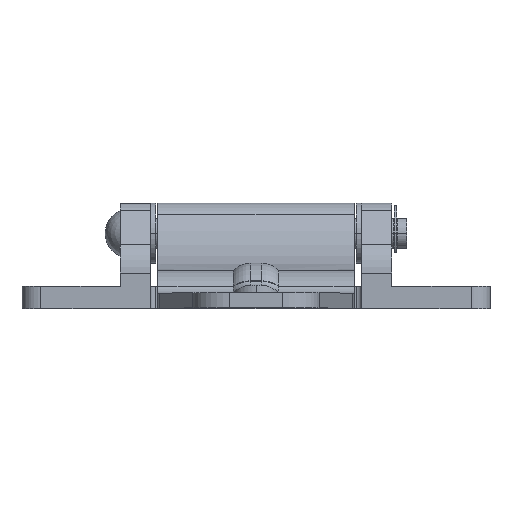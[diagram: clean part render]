
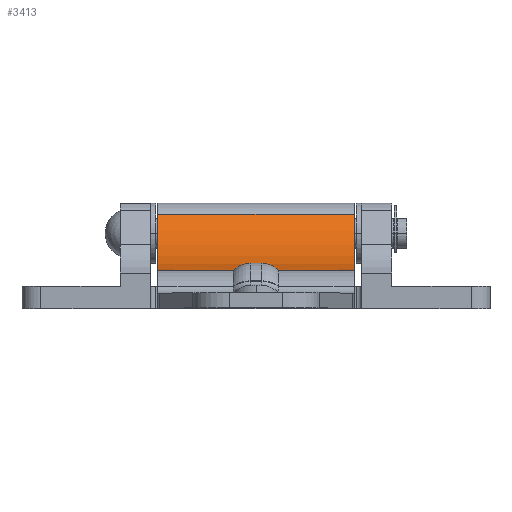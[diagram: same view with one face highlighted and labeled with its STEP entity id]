
A CAD part, top view. The second image highlights one B-rep face of the part: STEP entity #3413.
In plain terms, the highlighted cylindrical face has radius 40 mm (diameter 80 mm), a partial arc.
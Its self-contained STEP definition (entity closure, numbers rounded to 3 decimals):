
#788 = CARTESIAN_POINT ( 'NONE',  ( 26., 30., 37.534 ) ) ;
#792 = DIRECTION ( 'NONE',  ( -1., 0., 0. ) ) ;
#793 = DIRECTION ( 'NONE',  ( 0., 0., -1. ) ) ;
#816 = CARTESIAN_POINT ( 'NONE',  ( 4.898, -10., 37.534 ) ) ;
#817 = CARTESIAN_POINT ( 'NONE',  ( 0., -9.92, 35. ) ) ;
#860 = CARTESIAN_POINT ( 'NONE',  ( -26., 5.026, 6.288 ) ) ;
#902 = CARTESIAN_POINT ( 'NONE',  ( 26., -10., 37.534 ) ) ;
#907 = CARTESIAN_POINT ( 'NONE',  ( 26., 5.026, 6.288 ) ) ;
#938 = CARTESIAN_POINT ( 'NONE',  ( -26., -10., 37.534 ) ) ;
#946 = CARTESIAN_POINT ( 'NONE',  ( -4.898, -10., 37.534 ) ) ;
#1377 = CARTESIAN_POINT ( 'NONE',  ( -4.898, -10., 37.534 ) ) ;
#1378 = LINE ( 'NONE', #1379, #5281 ) ;
#1379 = CARTESIAN_POINT ( 'NONE',  ( 26., -10., 37.534 ) ) ;
#1380 = DIRECTION ( 'NONE',  ( -1., 0., 0. ) ) ;
#1381 = CARTESIAN_POINT ( 'NONE',  ( -4.619, -10., 37.141 ) ) ;
#1382 = CARTESIAN_POINT ( 'NONE',  ( -4.3, -9.994, 36.789 ) ) ;
#1383 = CARTESIAN_POINT ( 'NONE',  ( -3.762, -9.982, 36.32 ) ) ;
#1384 = CARTESIAN_POINT ( 'NONE',  ( -3.571, -9.977, 36.173 ) ) ;
#1385 = CARTESIAN_POINT ( 'NONE',  ( -3.174, -9.967, 35.903 ) ) ;
#1386 = CARTESIAN_POINT ( 'NONE',  ( -2.97, -9.962, 35.781 ) ) ;
#1387 = CARTESIAN_POINT ( 'NONE',  ( -2.548, -9.952, 35.563 ) ) ;
#1388 = CARTESIAN_POINT ( 'NONE',  ( -2.331, -9.947, 35.466 ) ) ;
#1389 = CARTESIAN_POINT ( 'NONE',  ( -1.885, -9.938, 35.299 ) ) ;
#1390 = CARTESIAN_POINT ( 'NONE',  ( -1.654, -9.933, 35.227 ) ) ;
#1391 = CARTESIAN_POINT ( 'NONE',  ( -0.955, -9.923, 35.057 ) ) ;
#1392 = CARTESIAN_POINT ( 'NONE',  ( -0.482, -9.92, 35. ) ) ;
#1393 = CARTESIAN_POINT ( 'NONE',  ( 0., -9.92, 35. ) ) ;
#1399 = LINE ( 'NONE', #1400, #5284 ) ;
#1400 = CARTESIAN_POINT ( 'NONE',  ( 26., 5.026, 6.288 ) ) ;
#1401 = DIRECTION ( 'NONE',  ( -1., 0., 0. ) ) ;
#1404 = CARTESIAN_POINT ( 'NONE',  ( 0., -9.92, 35. ) ) ;
#1408 = CARTESIAN_POINT ( 'NONE',  ( 0.482, -9.92, 35. ) ) ;
#1409 = CARTESIAN_POINT ( 'NONE',  ( 0.954, -9.923, 35.057 ) ) ;
#1410 = CARTESIAN_POINT ( 'NONE',  ( 1.647, -9.933, 35.226 ) ) ;
#1411 = CARTESIAN_POINT ( 'NONE',  ( 1.877, -9.937, 35.296 ) ) ;
#1412 = CARTESIAN_POINT ( 'NONE',  ( 2.327, -9.947, 35.464 ) ) ;
#1413 = CARTESIAN_POINT ( 'NONE',  ( 2.545, -9.951, 35.561 ) ) ;
#1414 = CARTESIAN_POINT ( 'NONE',  ( 2.967, -9.962, 35.779 ) ) ;
#1415 = CARTESIAN_POINT ( 'NONE',  ( 3.171, -9.967, 35.901 ) ) ;
#1416 = CARTESIAN_POINT ( 'NONE',  ( 3.565, -9.977, 36.168 ) ) ;
#1417 = CARTESIAN_POINT ( 'NONE',  ( 3.757, -9.982, 36.316 ) ) ;
#1418 = CARTESIAN_POINT ( 'NONE',  ( 4.299, -9.994, 36.787 ) ) ;
#1419 = CARTESIAN_POINT ( 'NONE',  ( 4.619, -10., 37.141 ) ) ;
#1420 = CARTESIAN_POINT ( 'NONE',  ( 4.898, -10., 37.534 ) ) ;
#1563 = CARTESIAN_POINT ( 'NONE',  ( 26., 30., 37.534 ) ) ;
#1564 = DIRECTION ( 'NONE',  ( -1., 0., 0. ) ) ;
#1566 = DIRECTION ( 'NONE',  ( 0., 0., 1. ) ) ;
#1854 = ORIENTED_EDGE ( 'NONE', *, *, #3377, .T. ) ;
#1855 = ORIENTED_EDGE ( 'NONE', *, *, #3376, .F. ) ;
#1856 = ORIENTED_EDGE ( 'NONE', *, *, #3382, .T. ) ;
#1857 = ORIENTED_EDGE ( 'NONE', *, *, #3719, .F. ) ;
#1858 = ORIENTED_EDGE ( 'NONE', *, *, #3600, .T. ) ;
#1859 = ORIENTED_EDGE ( 'NONE', *, *, #3379, .T. ) ;
#1860 = ORIENTED_EDGE ( 'NONE', *, *, #3486, .F. ) ;
#2082 = VECTOR ( 'NONE', #4290, 1000. ) ;
#2194 = AXIS2_PLACEMENT_3D ( 'NONE', #4630, #4634, #4635 ) ;
#2328 = AXIS2_PLACEMENT_3D ( 'NONE', #788, #792, #793 ) ;
#2407 = B_SPLINE_CURVE_WITH_KNOTS ( 'NONE', 3,
 ( #1404, #1408, #1409, #1410, #1411, #1412, #1413, #1414, #1415, #1416, #1417, #1418, #1419, #1420 ),
 .UNSPECIFIED., .F., .F.,
 ( 4, 2, 2, 2, 2, 2, 4 ),
 ( 0., 0.001, 0.002, 0.003, 0.004, 0.004, 0.006 ),
 .UNSPECIFIED. ) ;
#2408 = B_SPLINE_CURVE_WITH_KNOTS ( 'NONE', 3,
 ( #1377, #1381, #1382, #1383, #1384, #1385, #1386, #1387, #1388, #1389, #1390, #1391, #1392, #1393 ),
 .UNSPECIFIED., .F., .F.,
 ( 4, 2, 2, 2, 2, 2, 4 ),
 ( 0., 0.001, 0.002, 0.003, 0.004, 0.004, 0.006 ),
 .UNSPECIFIED. ) ;
#2821 = CIRCLE ( 'NONE', #2194, 40. ) ;
#2942 = CIRCLE ( 'NONE', #2328, 40. ) ;
#3376 = EDGE_CURVE ( 'NONE', #4100, #4014, #1378, .T. ) ;
#3377 = EDGE_CURVE ( 'NONE', #4732, #4015, #2408, .T. ) ;
#3379 = EDGE_CURVE ( 'NONE', #4105, #4058, #1399, .T. ) ;
#3382 = EDGE_CURVE ( 'NONE', #4015, #4014, #2407, .T. ) ;
#3413 = ADVANCED_FACE ( 'NONE', ( #5350 ), #5353, .F. ) ;
#3486 = EDGE_CURVE ( 'NONE', #4732, #4724, #4288, .T. ) ;
#3600 = EDGE_CURVE ( 'NONE', #4058, #4724, #2821, .T. ) ;
#3719 = EDGE_CURVE ( 'NONE', #4105, #4100, #2942, .T. ) ;
#3946 = EDGE_LOOP ( 'NONE', ( #1854, #1856, #1855, #1857, #1859, #1858, #1860 ) ) ;
#4014 = VERTEX_POINT ( 'NONE', #816 ) ;
#4015 = VERTEX_POINT ( 'NONE', #817 ) ;
#4058 = VERTEX_POINT ( 'NONE', #860 ) ;
#4100 = VERTEX_POINT ( 'NONE', #902 ) ;
#4105 = VERTEX_POINT ( 'NONE', #907 ) ;
#4288 = LINE ( 'NONE', #4289, #2082 ) ;
#4289 = CARTESIAN_POINT ( 'NONE',  ( 26., -10., 37.534 ) ) ;
#4290 = DIRECTION ( 'NONE',  ( -1., 0., 0. ) ) ;
#4630 = CARTESIAN_POINT ( 'NONE',  ( -26., 30., 37.534 ) ) ;
#4634 = DIRECTION ( 'NONE',  ( -1., 0., 0. ) ) ;
#4635 = DIRECTION ( 'NONE',  ( 0., 0., -1. ) ) ;
#4724 = VERTEX_POINT ( 'NONE', #938 ) ;
#4732 = VERTEX_POINT ( 'NONE', #946 ) ;
#5281 = VECTOR ( 'NONE', #1380, 1000. ) ;
#5284 = VECTOR ( 'NONE', #1401, 1000. ) ;
#5350 = FACE_OUTER_BOUND ( 'NONE', #3946, .T. ) ;
#5353 = CYLINDRICAL_SURFACE ( 'NONE', #5354, 40. ) ;
#5354 = AXIS2_PLACEMENT_3D ( 'NONE', #1563, #1564, #1566 ) ;
